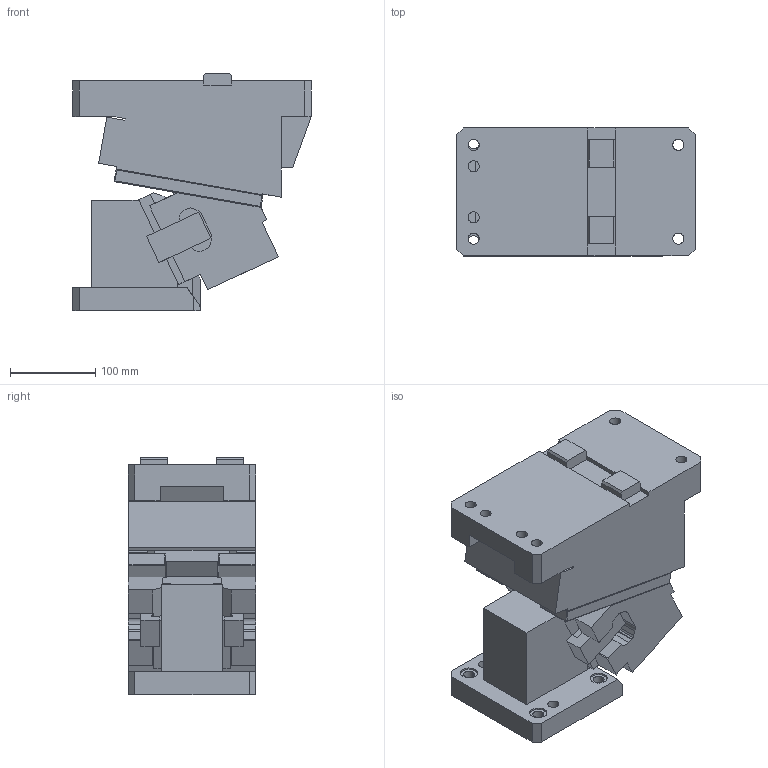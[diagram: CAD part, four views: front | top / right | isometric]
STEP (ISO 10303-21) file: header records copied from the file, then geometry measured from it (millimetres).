
FILE_DESCRIPTION(('CATIA V5 STEP Exchange'),'2;1');
FILE_NAME('CACC_150_65.stp','2015-04-21T14:33:50+00:00',('none'),('none'),'CATIA Version 5 Release 19 SP 2 (IN-10)','CATIA V5 STEP AP203','none');
FILE_SCHEMA(('CONFIG_CONTROL_DESIGN'));
Length unit declared in the file: millimetre
Products named in the file (1): CACC_150_65
Bounding box: 280 x 150 x 279 mm (x, y, z)
Volume: 6566339 mm3; surface area: 537049.9 mm2
Topology: 3 solids, 5 shells, 369 faces, 1046 edges, 694 vertices
Faces by surface type: plane 274, cylinder 93, cone 2
Entity records: 12447 total; most frequent: CARTESIAN_POINT 3303, ORIENTED_EDGE 2088, DIRECTION 1520, EDGE_CURVE 1044, VECTOR 853, LINE 853, VERTEX_POINT 694, EDGE_LOOP 404
